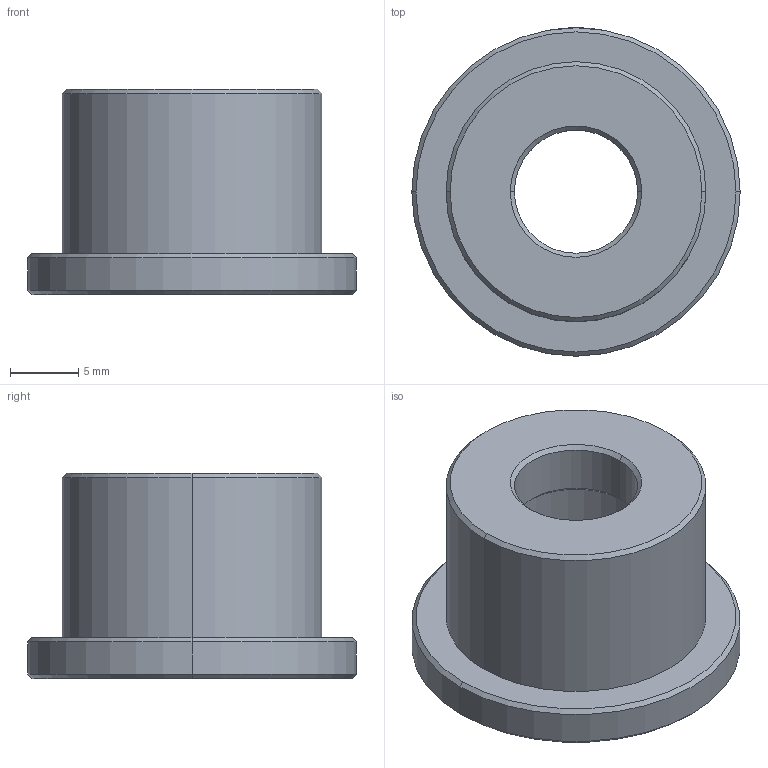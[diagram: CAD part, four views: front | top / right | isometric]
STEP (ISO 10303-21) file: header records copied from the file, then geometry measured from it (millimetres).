
FILE_DESCRIPTION (( 'STEP AP214' ), '1' );
FILE_NAME ('SSTK-D24-d19 - 12.step', '2021-07-16T08:50:02', ( 'User' ), ( 'china' ), 'SwSTEP 2.0', 'SolidWorks 2016', '' );
FILE_SCHEMA (( 'AUTOMOTIVE_DESIGN' ));
Length unit declared in the file: millimetre
Products named in the file (1): SSTK-D24-d19 - 12
Bounding box: 24 x 24 x 15 mm (x, y, z)
Volume: 2793.9 mm3; surface area: 2259.1 mm2
Topology: 1 solids, 1 shells, 44 faces, 102 edges, 64 vertices
Faces by surface type: cylinder 20, cone 12, plane 12
Entity records: 1430 total; most frequent: CARTESIAN_POINT 413, ORIENTED_EDGE 204, DIRECTION 200, EDGE_CURVE 102, AXIS2_PLACEMENT_3D 77, VERTEX_POINT 64, EDGE_LOOP 50, LINE 46
